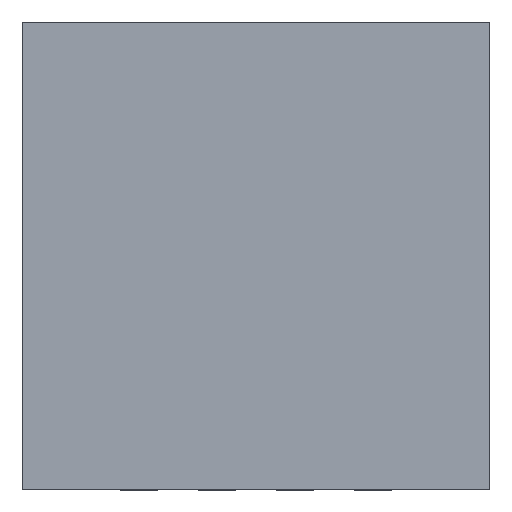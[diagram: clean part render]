
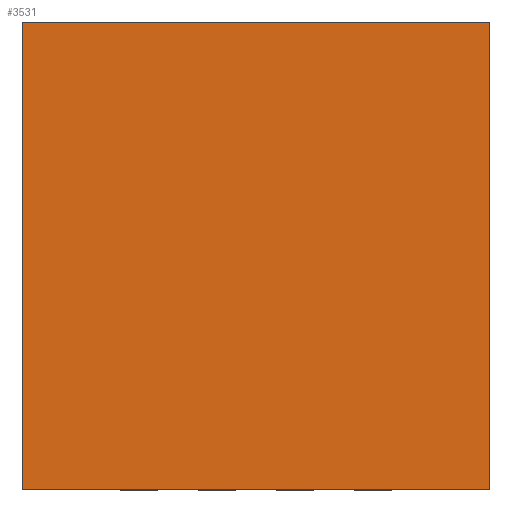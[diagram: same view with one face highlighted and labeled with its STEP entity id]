
A CAD part, top view. The second image highlights one B-rep face of the part: STEP entity #3531.
In plain terms, the highlighted face is planar.
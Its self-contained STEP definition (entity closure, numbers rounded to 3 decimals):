
#1504=DIRECTION('',(0.,0.,1.));
#1505=VECTOR('',#1504,3.);
#1506=CARTESIAN_POINT('',(-1.5,0.975,-1.5));
#1507=LINE('',#1506,#1505);
#1511=DIRECTION('',(-1.,0.,0.));
#1512=VECTOR('',#1511,3.);
#1513=CARTESIAN_POINT('',(1.5,0.975,-1.5));
#1514=LINE('',#1513,#1512);
#1518=DIRECTION('',(0.,0.,-1.));
#1519=VECTOR('',#1518,3.);
#1520=CARTESIAN_POINT('',(1.5,0.975,1.5));
#1521=LINE('',#1520,#1519);
#1525=DIRECTION('',(1.,0.,0.));
#1526=VECTOR('',#1525,3.);
#1527=CARTESIAN_POINT('',(-1.5,0.975,1.5));
#1528=LINE('',#1527,#1526);
#2182=CARTESIAN_POINT('',(-1.5,0.975,-1.5));
#2183=CARTESIAN_POINT('',(-1.5,0.975,1.5));
#2184=VERTEX_POINT('',#2182);
#2185=VERTEX_POINT('',#2183);
#2186=CARTESIAN_POINT('',(1.5,0.975,1.5));
#2187=VERTEX_POINT('',#2186);
#2188=CARTESIAN_POINT('',(1.5,0.975,-1.5));
#2189=VERTEX_POINT('',#2188);
#3520=CARTESIAN_POINT('',(0.,0.975,0.));
#3521=DIRECTION('',(0.,1.,0.));
#3522=DIRECTION('',(1.,0.,0.));
#3523=AXIS2_PLACEMENT_3D('',#3520,#3521,#3522);
#3524=PLANE('',#3523);
#3525=ORIENTED_EDGE('',*,*,#3279,.F.);
#3526=ORIENTED_EDGE('',*,*,#2790,.F.);
#3527=ORIENTED_EDGE('',*,*,#3031,.F.);
#3528=ORIENTED_EDGE('',*,*,#3144,.F.);
#3529=EDGE_LOOP('',(#3525,#3526,#3527,#3528));
#3530=FACE_OUTER_BOUND('',#3529,.F.);
#2790=EDGE_CURVE('',#2189,#2184,#1514,.T.);
#3031=EDGE_CURVE('',#2187,#2189,#1521,.T.);
#3144=EDGE_CURVE('',#2185,#2187,#1528,.T.);
#3279=EDGE_CURVE('',#2184,#2185,#1507,.T.);
#3531=ADVANCED_FACE('',(#3530),#3524,.T.);
